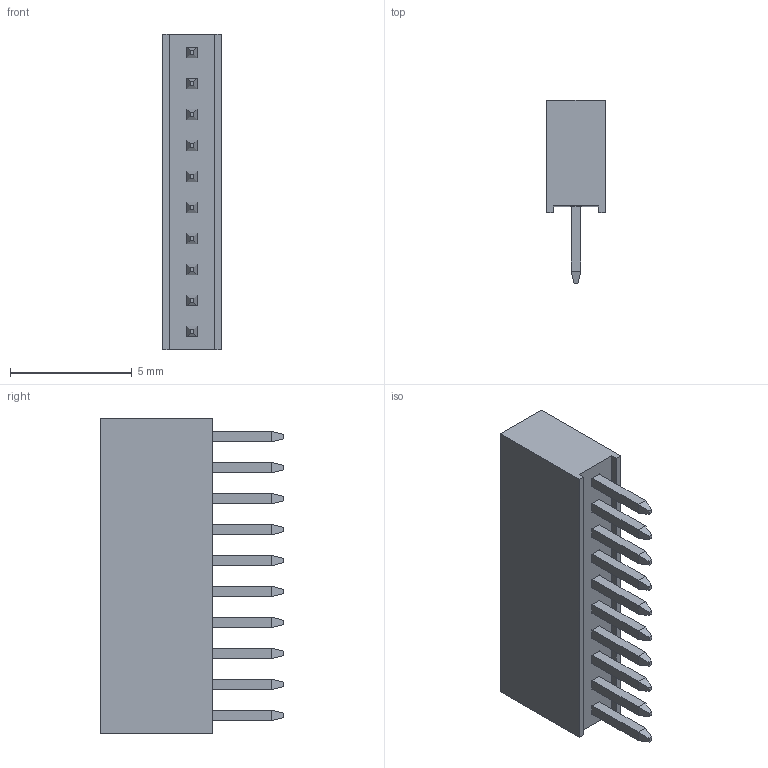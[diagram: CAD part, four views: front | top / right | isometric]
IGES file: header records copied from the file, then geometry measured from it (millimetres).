
Start section: SolidWorks IGES file using analytic representation for surfaces
Global section: file name: LSSHS-6 Single.IGS; native system: SolidWorks 2014; preprocessor: SolidWorks 2014; author: ewilson; date: 140804.085015; units: inch
Bounding box: 2.39 x 7.52 x 12.95 mm (x, y, z)
Surface area: 363.4 mm2 (no closed solid volume)
Topology: 0 solids, 0 shells, 190 faces, 848 edges, 848 vertices
Faces by surface type: bspline 190
